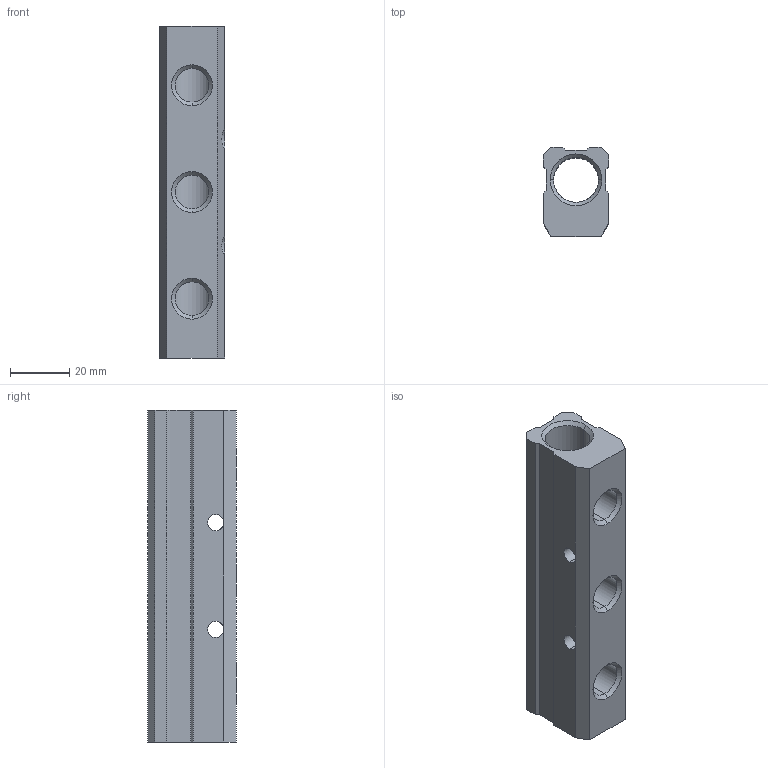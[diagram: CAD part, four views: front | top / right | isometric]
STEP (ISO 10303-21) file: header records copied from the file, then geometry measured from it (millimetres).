
FILE_DESCRIPTION (( 'STEP AP214' ), '1' );
FILE_NAME ('DRF.2F03.3F02.STEP', '2018-09-03T09:02:18', ( '' ), ( '' ), 'SwSTEP 2.0', 'SolidWorks 2018', '' );
FILE_SCHEMA (( 'AUTOMOTIVE_DESIGN' ));
Length unit declared in the file: millimetre
Products named in the file (1): DRF.2F03.3F02
Bounding box: 22 x 30 x 112 mm (x, y, z)
Volume: 44013.5 mm3; surface area: 18725.3 mm2
Topology: 1 solids, 1 shells, 50 faces, 140 edges, 90 vertices
Faces by surface type: plane 24, cylinder 16, cone 10
Entity records: 2002 total; most frequent: CARTESIAN_POINT 557, ORIENTED_EDGE 280, DIRECTION 272, EDGE_CURVE 140, AXIS2_PLACEMENT_3D 91, LINE 90, VECTOR 90, VERTEX_POINT 90
